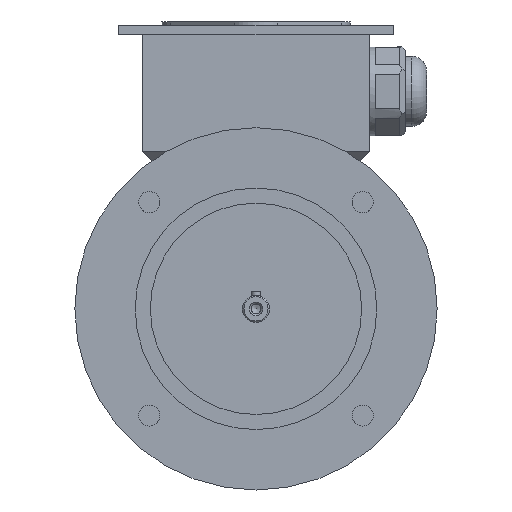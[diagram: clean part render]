
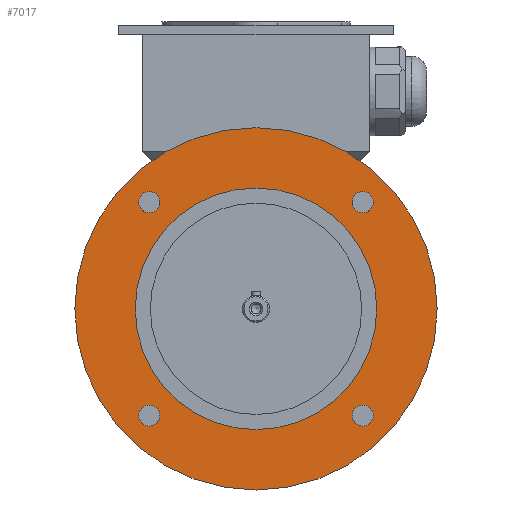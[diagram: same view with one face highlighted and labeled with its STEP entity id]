
A CAD part, front view. The second image highlights one B-rep face of the part: STEP entity #7017.
In plain terms, the highlighted planar face has unit normal (0, -1, 0).
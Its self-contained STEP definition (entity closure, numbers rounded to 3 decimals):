
#210=CIRCLE('',#7300,3.5);
#212=CIRCLE('',#7303,3.5);
#214=CIRCLE('',#7306,3.5);
#219=CIRCLE('',#7313,40.);
#229=CIRCLE('',#7337,3.5);
#230=CIRCLE('',#7338,60.);
#495=ORIENTED_EDGE('',*,*,#1966,.F.);
#496=ORIENTED_EDGE('',*,*,#1968,.F.);
#497=ORIENTED_EDGE('',*,*,#1970,.F.);
#498=ORIENTED_EDGE('',*,*,#1995,.F.);
#499=ORIENTED_EDGE('',*,*,#1996,.F.);
#500=ORIENTED_EDGE('',*,*,#1975,.T.);
#1966=EDGE_CURVE('',#2726,#2726,#210,.T.);
#1968=EDGE_CURVE('',#2728,#2728,#212,.T.);
#1970=EDGE_CURVE('',#2730,#2730,#214,.T.);
#1975=EDGE_CURVE('',#2735,#2735,#219,.T.);
#1995=EDGE_CURVE('',#2752,#2752,#229,.T.);
#1996=EDGE_CURVE('',#2753,#2753,#230,.T.);
#2726=VERTEX_POINT('',#9389);
#2728=VERTEX_POINT('',#9394);
#2730=VERTEX_POINT('',#9399);
#2735=VERTEX_POINT('',#9411);
#2752=VERTEX_POINT('',#9624);
#2753=VERTEX_POINT('',#9626);
#4162=EDGE_LOOP('',(#495));
#4163=EDGE_LOOP('',(#496));
#4164=EDGE_LOOP('',(#497));
#4165=EDGE_LOOP('',(#498));
#4166=EDGE_LOOP('',(#499));
#4167=EDGE_LOOP('',(#500));
#4494=FACE_BOUND('',#4162,.T.);
#4495=FACE_BOUND('',#4163,.T.);
#4496=FACE_BOUND('',#4164,.T.);
#4497=FACE_BOUND('',#4165,.T.);
#4498=FACE_BOUND('',#4166,.T.);
#4499=FACE_BOUND('',#4167,.T.);
#4798=PLANE('',#7336);
#7017=ADVANCED_FACE('',(#4494,#4495,#4496,#4497,#4498,#4499),#4798,.F.);
#7300=AXIS2_PLACEMENT_3D('',#9388,#7860,#7861);
#7303=AXIS2_PLACEMENT_3D('',#9393,#7866,#7867);
#7306=AXIS2_PLACEMENT_3D('',#9398,#7872,#7873);
#7313=AXIS2_PLACEMENT_3D('',#9410,#7886,#7887);
#7336=AXIS2_PLACEMENT_3D('',#9622,#7940,#7941);
#7337=AXIS2_PLACEMENT_3D('',#9623,#7942,#7943);
#7338=AXIS2_PLACEMENT_3D('',#9625,#7944,#7945);
#7860=DIRECTION('',(0.,-1.,0.));
#7861=DIRECTION('',(0.,0.,1.));
#7866=DIRECTION('',(0.,-1.,0.));
#7867=DIRECTION('',(-1.,0.,0.));
#7872=DIRECTION('',(0.,-1.,0.));
#7873=DIRECTION('',(0.,0.,-1.));
#7886=DIRECTION('',(0.,1.,0.));
#7887=DIRECTION('',(0.,0.,1.));
#7940=DIRECTION('',(0.,1.,0.));
#7941=DIRECTION('',(0.,0.,1.));
#7942=DIRECTION('',(0.,-1.,0.));
#7943=DIRECTION('',(1.,0.,0.));
#7944=DIRECTION('',(0.,1.,0.));
#7945=DIRECTION('',(1.,0.,0.));
#9388=CARTESIAN_POINT('',(-35.355,-21.,-35.355));
#9389=CARTESIAN_POINT('',(-35.355,-21.,-31.855));
#9393=CARTESIAN_POINT('',(35.355,-21.,-35.355));
#9394=CARTESIAN_POINT('',(31.855,-21.,-35.355));
#9398=CARTESIAN_POINT('',(35.355,-21.,35.355));
#9399=CARTESIAN_POINT('',(35.355,-21.,31.855));
#9410=CARTESIAN_POINT('',(0.,-21.,0.));
#9411=CARTESIAN_POINT('',(0.,-21.,40.));
#9622=CARTESIAN_POINT('',(0.,-21.,0.));
#9623=CARTESIAN_POINT('',(-35.355,-21.,35.355));
#9624=CARTESIAN_POINT('',(-31.855,-21.,35.355));
#9625=CARTESIAN_POINT('',(0.,-21.,0.));
#9626=CARTESIAN_POINT('',(60.,-21.,0.));
